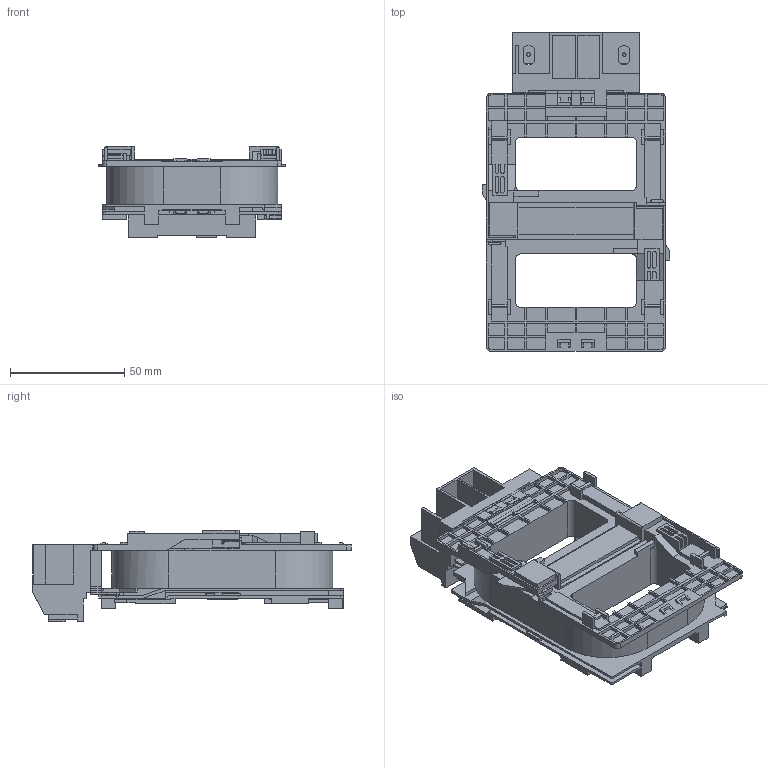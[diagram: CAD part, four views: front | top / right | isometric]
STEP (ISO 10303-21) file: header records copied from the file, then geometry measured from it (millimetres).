
FILE_DESCRIPTION (( 'STEP AP214' ), '1' );
FILE_NAME ('B3TY7523-0AV1.STEP', '2021-02-18T07:00:22', ( '' ), ( '' ), 'SwSTEP 2.0', 'SolidWorks 2017', '' );
FILE_SCHEMA (( 'AUTOMOTIVE_DESIGN' ));
Length unit declared in the file: millimetre
Products named in the file (1): B3TY7523-0AV1
Bounding box: 82.2 x 139.65 x 40.2 mm (x, y, z)
Volume: 119556.7 mm3; surface area: 59516.1 mm2
Topology: 17 solids, 17 shells, 1217 faces, 3392 edges, 2216 vertices
Faces by surface type: plane 1085, cylinder 132
Entity records: 38568 total; most frequent: CARTESIAN_POINT 6853, ORIENTED_EDGE 6784, DIRECTION 6090, EDGE_CURVE 3392, LINE 3112, VECTOR 3112, VERTEX_POINT 2216, AXIS2_PLACEMENT_3D 1489
